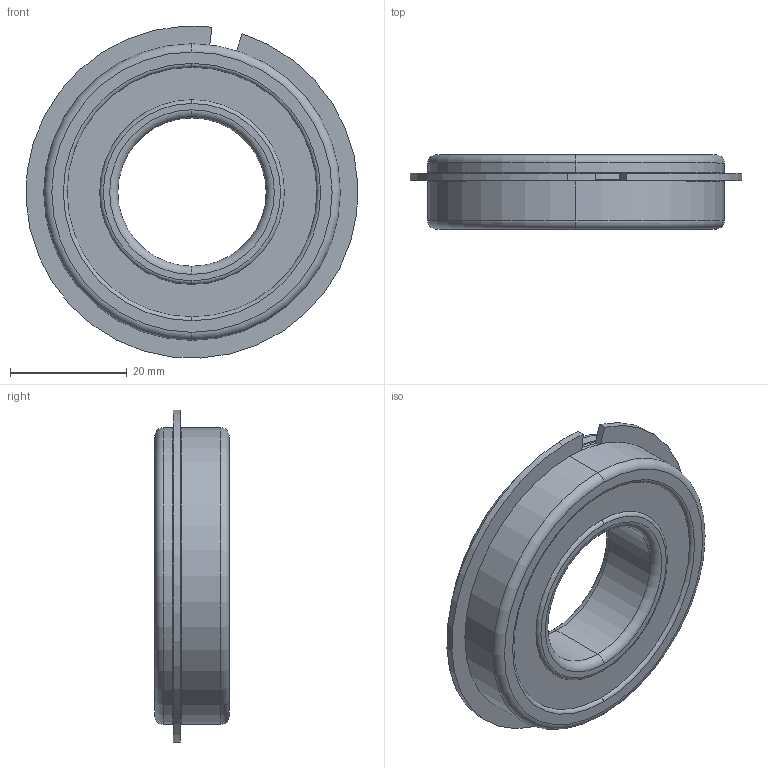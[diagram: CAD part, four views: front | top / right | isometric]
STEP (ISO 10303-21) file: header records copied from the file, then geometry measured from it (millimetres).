
FILE_DESCRIPTION (( 'STEP AP203' ), '1' );
FILE_NAME ('535050 assembly.STEP', '2014-10-01T15:56:50', ( 'Kyle' ), ( 'Microsoft' ), 'SwSTEP 2.0', 'SolidWorks 2014', '' );
FILE_SCHEMA (( 'CONFIG_CONTROL_DESIGN' ));
Length unit declared in the file: inch
Products named in the file (3): 535050 assembly; 535050; 535050 snap ring
Assembly tree (2 placements, depth 2):
  535050 assembly
    535050
    535050 snap ring
Bounding box: 56.83 x 12.7 x 56.86 mm (x, y, z)
Volume: 18906.2 mm3; surface area: 7590.9 mm2
Topology: 2 solids, 2 shells, 46 faces, 96 edges, 60 vertices
Faces by surface type: torus 20, cylinder 14, plane 12
Entity records: 1575 total; most frequent: DIRECTION 274, CARTESIAN_POINT 207, ORIENTED_EDGE 192, AXIS2_PLACEMENT_3D 127, EDGE_CURVE 96, CIRCLE 76, VERTEX_POINT 60, EDGE_LOOP 54
